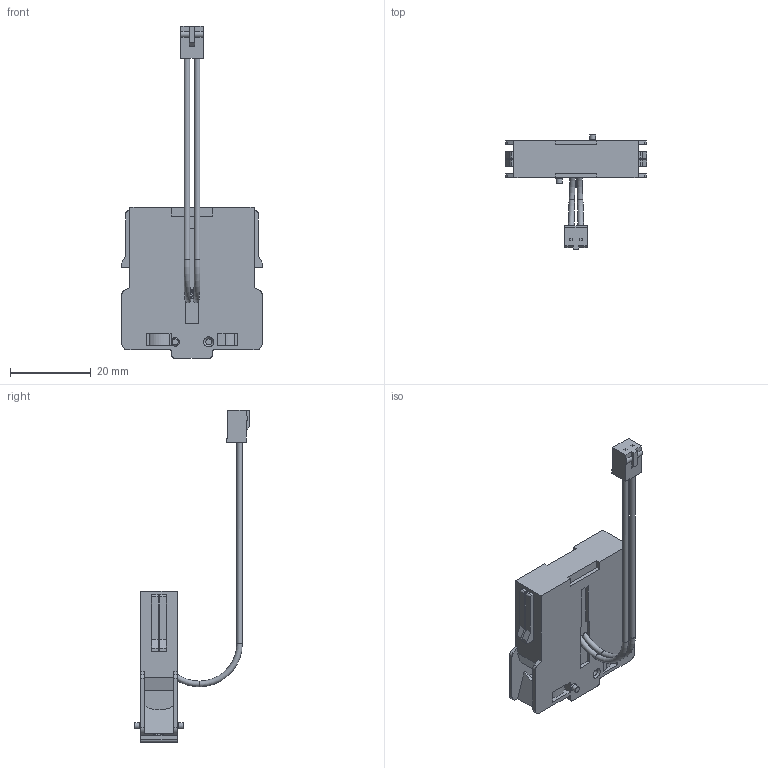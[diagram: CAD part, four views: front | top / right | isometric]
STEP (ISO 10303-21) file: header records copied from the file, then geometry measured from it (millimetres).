
FILE_DESCRIPTION(/* description */ ('','CAx-IF Rec.Pracs.---Representation and Presentation of Product Manufacturing Information (PMI)---3.8---2014-02-18'),/* implementation_level */ '2;1');
FILE_NAME(/* name */ 'MAL ohne Schrauben.stp',/* time_stamp */ '2019-02-11T10:31:28+01:00',/* author */ ('lroessler'),/* organization */ (''),/* preprocessor_version */ 'ST-DEVELOPER v16.1',/* originating_system */ 'Autodesk Inventor 2016',/* authorisation */ '');
FILE_SCHEMA (('AP242_MANAGED_MODEL_BASED_3D_ENGINEERING_MIM_LF { 1 0 10303 442 1 1 4 }'));
Length unit declared in the file: millimetre
Products named in the file (1): MAL_vereinfacht
Bounding box: 35.2 x 28.5 x 82.4 mm (x, y, z)
Volume: 9012.2 mm3; surface area: 5855.2 mm2
Topology: 1 solids, 3 shells, 205 faces, 545 edges, 361 vertices
Faces by surface type: plane 157, cylinder 40, torus 4, cone 4
Full cylindrical faces by diameter (mm): 1.4 x4, 1.5 x4, 6.3 x2
Entity records: 6248 total; most frequent: CARTESIAN_POINT 1164, ORIENTED_EDGE 1036, DIRECTION 1010, EDGE_CURVE 518, LINE 430, VECTOR 430, VERTEX_POINT 352, AXIS2_PLACEMENT_3D 290
